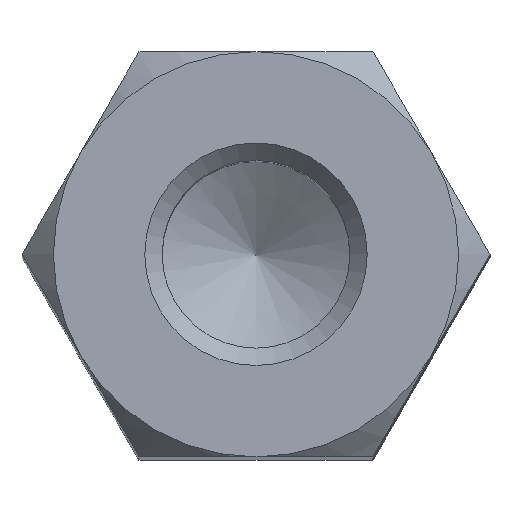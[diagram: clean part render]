
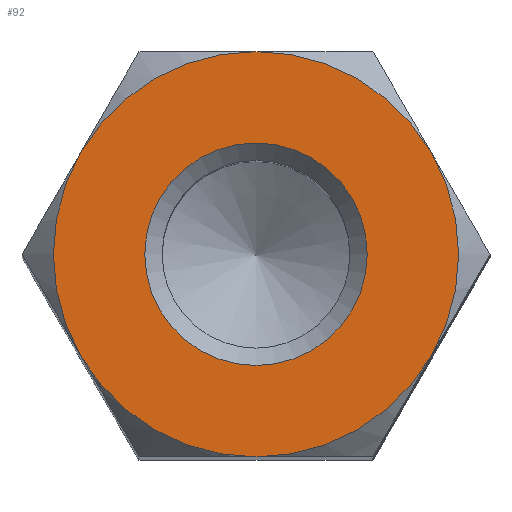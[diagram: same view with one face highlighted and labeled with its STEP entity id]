
A CAD part, top view. The second image highlights one B-rep face of the part: STEP entity #92.
In plain terms, the highlighted planar face has unit normal (0, 0, 1).
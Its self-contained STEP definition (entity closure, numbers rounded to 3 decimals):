
#92 = ADVANCED_FACE( '', ( #191, #192 ), #193, .T. );
#191 = FACE_BOUND( '', #292, .T. );
#192 = FACE_OUTER_BOUND( '', #293, .T. );
#193 = PLANE( '', #294 );
#292 = EDGE_LOOP( '', ( #472 ) );
#293 = EDGE_LOOP( '', ( #473, #474, #475, #476, #477, #478 ) );
#294 = AXIS2_PLACEMENT_3D( '', #479, #480, #481 );
#472 = ORIENTED_EDGE( '', *, *, #590, .T. );
#473 = ORIENTED_EDGE( '', *, *, #603, .F. );
#474 = ORIENTED_EDGE( '', *, *, #573, .F. );
#475 = ORIENTED_EDGE( '', *, *, #538, .F. );
#476 = ORIENTED_EDGE( '', *, *, #558, .T. );
#477 = ORIENTED_EDGE( '', *, *, #568, .F. );
#478 = ORIENTED_EDGE( '', *, *, #555, .F. );
#479 = CARTESIAN_POINT( '', ( 0., 0., 17.5 ) );
#480 = DIRECTION( '', ( 0., 0., 1. ) );
#481 = DIRECTION( '', ( 1., 0., 0. ) );
#538 = EDGE_CURVE( '', #618, #619, #620, .F. );
#555 = EDGE_CURVE( '', #644, #647, #648, .F. );
#558 = EDGE_CURVE( '', #618, #651, #652, .T. );
#568 = EDGE_CURVE( '', #647, #651, #667, .F. );
#573 = EDGE_CURVE( '', #619, #672, #673, .F. );
#590 = EDGE_CURVE( '', #697, #697, #698, .T. );
#603 = EDGE_CURVE( '', #672, #644, #714, .F. );
#618 = VERTEX_POINT( '', #728 );
#619 = VERTEX_POINT( '', #729 );
#620 = CIRCLE( '', #730, 3.5 );
#644 = VERTEX_POINT( '', #794 );
#647 = VERTEX_POINT( '', #804 );
#648 = CIRCLE( '', #805, 3.5 );
#651 = VERTEX_POINT( '', #815 );
#652 = CIRCLE( '', #816, 3.5 );
#667 = CIRCLE( '', #864, 3.5 );
#672 = VERTEX_POINT( '', #881 );
#673 = CIRCLE( '', #882, 3.5 );
#697 = VERTEX_POINT( '', #939 );
#698 = CIRCLE( '', #940, 1.921 );
#714 = CIRCLE( '', #970, 3.5 );
#728 = CARTESIAN_POINT( '', ( 0., 3.5, 17.5 ) );
#729 = CARTESIAN_POINT( '', ( 3.031, 1.75, 17.5 ) );
#730 = AXIS2_PLACEMENT_3D( '', #995, #996, #997 );
#794 = CARTESIAN_POINT( '', ( 0., -3.5, 17.5 ) );
#804 = CARTESIAN_POINT( '', ( -3.031, -1.75, 17.5 ) );
#805 = AXIS2_PLACEMENT_3D( '', #1009, #1010, #1011 );
#815 = CARTESIAN_POINT( '', ( -3.031, 1.75, 17.5 ) );
#816 = AXIS2_PLACEMENT_3D( '', #1012, #1013, #1014 );
#864 = AXIS2_PLACEMENT_3D( '', #1017, #1018, #1019 );
#881 = CARTESIAN_POINT( '', ( 3.031, -1.75, 17.5 ) );
#882 = AXIS2_PLACEMENT_3D( '', #1020, #1021, #1022 );
#939 = CARTESIAN_POINT( '', ( 0., 1.921, 17.5 ) );
#940 = AXIS2_PLACEMENT_3D( '', #1044, #1045, #1046 );
#970 = AXIS2_PLACEMENT_3D( '', #1055, #1056, #1057 );
#995 = CARTESIAN_POINT( '', ( 0., 0., 17.5 ) );
#996 = DIRECTION( '', ( 0., 0., 1. ) );
#997 = DIRECTION( '', ( 1., 0., 0. ) );
#1009 = CARTESIAN_POINT( '', ( 0., 0., 17.5 ) );
#1010 = DIRECTION( '', ( 0., 0., 1. ) );
#1011 = DIRECTION( '', ( 1., 0., 0. ) );
#1012 = CARTESIAN_POINT( '', ( 0., 0., 17.5 ) );
#1013 = DIRECTION( '', ( 0., 0., 1. ) );
#1014 = DIRECTION( '', ( 1., 0., 0. ) );
#1017 = CARTESIAN_POINT( '', ( 0., 0., 17.5 ) );
#1018 = DIRECTION( '', ( 0., 0., 1. ) );
#1019 = DIRECTION( '', ( 1., 0., 0. ) );
#1020 = CARTESIAN_POINT( '', ( 0., 0., 17.5 ) );
#1021 = DIRECTION( '', ( 0., 0., 1. ) );
#1022 = DIRECTION( '', ( 1., 0., 0. ) );
#1044 = CARTESIAN_POINT( '', ( 0., 0., 17.5 ) );
#1045 = DIRECTION( '', ( 0., 0., -1. ) );
#1046 = DIRECTION( '', ( 0., 1., 0. ) );
#1055 = CARTESIAN_POINT( '', ( 0., 0., 17.5 ) );
#1056 = DIRECTION( '', ( 0., 0., 1. ) );
#1057 = DIRECTION( '', ( 1., 0., 0. ) );
